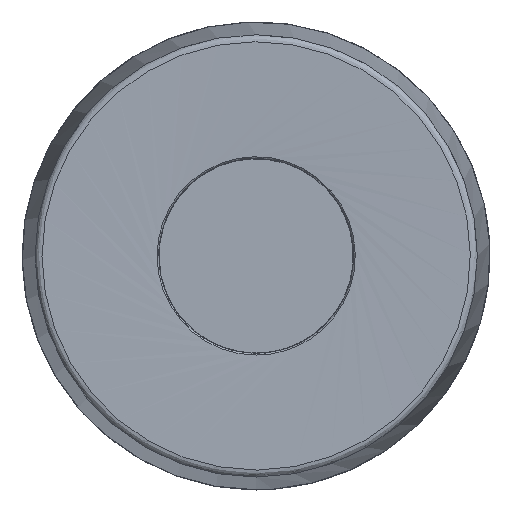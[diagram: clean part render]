
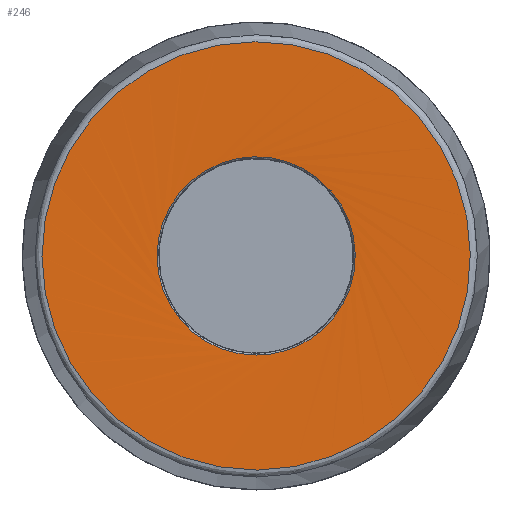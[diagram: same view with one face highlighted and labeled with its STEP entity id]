
A CAD part, left-side view. The second image highlights one B-rep face of the part: STEP entity #246.
In plain terms, the highlighted face is a revolution surface.
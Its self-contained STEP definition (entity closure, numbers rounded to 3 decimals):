
#29=LINE('',#618,#35);
#35=VECTOR('',#540,8.662);
#45=SURFACE_OF_REVOLUTION('',#29,#55);
#55=AXIS1_PLACEMENT('',#619,#541);
#222=FACE_BOUND('',#294,.T.);
#223=FACE_BOUND('',#295,.T.);
#246=ADVANCED_FACE('',(#222,#223),#45,.T.);
#294=EDGE_LOOP('',(#338));
#295=EDGE_LOOP('',(#339));
#338=ORIENTED_EDGE('',*,*,#375,.F.);
#339=ORIENTED_EDGE('',*,*,#383,.T.);
#353=VERTEX_POINT('',#583);
#361=VERTEX_POINT('',#615);
#375=EDGE_CURVE('',#353,#353,#397,.T.);
#383=EDGE_CURVE('',#361,#361,#405,.T.);
#397=CIRCLE('',#433,12.106);
#405=CIRCLE('',#444,5.604);
#433=AXIS2_PLACEMENT_3D('',#582,#500,#501);
#444=AXIS2_PLACEMENT_3D('',#614,#535,#536);
#500=DIRECTION('',(1.,0.,0.));
#501=DIRECTION('',(0.,0.,-1.));
#535=DIRECTION('',(1.,0.,0.));
#536=DIRECTION('',(0.,0.,-1.));
#540=DIRECTION('',(-0.014,-0.916,-0.4));
#541=DIRECTION('',(1.,0.,0.));
#582=CARTESIAN_POINT('',(0.01,0.,0.));
#583=CARTESIAN_POINT('',(0.01,0.,-12.106));
#614=CARTESIAN_POINT('',(0.13,0.,0.));
#615=CARTESIAN_POINT('',(0.13,0.,-5.604));
#618=CARTESIAN_POINT('',(0.13,-4.165,3.749));
#619=CARTESIAN_POINT('',(40.,0.,0.));
